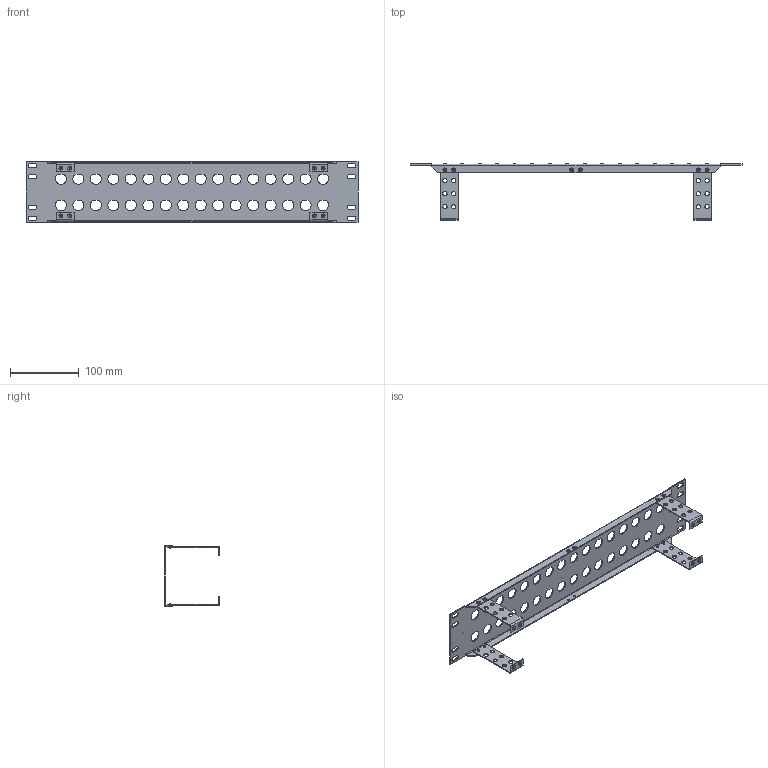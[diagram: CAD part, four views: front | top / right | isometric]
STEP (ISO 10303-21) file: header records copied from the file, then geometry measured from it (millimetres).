
FILE_DESCRIPTION (( 'STEP AP214' ), '1' );
FILE_NAME ('PR35D32-630-CMB.STEP', '2018-11-16T18:42:00', ( '' ), ( '' ), 'SwSTEP 2.0', 'SolidWorks 2017', '' );
FILE_SCHEMA (( 'AUTOMOTIVE_DESIGN' ));
Length unit declared in the file: inch
Products named in the file (4): PR35D32-630-CMB; 1AP08-005; 91771A111_91099A152; PR-CMB-B175
Assembly tree (13 placements, depth 2):
  PR35D32-630-CMB
    1AP08-005
    PR-CMB-B175  x4
    91771A111_91099A152  x8
Bounding box: 482.6 x 81.31 x 88.39 mm (x, y, z)
Volume: 79895.9 mm3; surface area: 112721.3 mm2
Topology: 13 solids, 13 shells, 1601 faces, 4366 edges, 2876 vertices
Faces by surface type: plane 757, bspline 376, cylinder 332, cone 136
Entity records: 63112 total; most frequent: CARTESIAN_POINT 26240, ORIENTED_EDGE 5988, DIRECTION 3963, EDGE_CURVE 2994, VERTEX_POINT 1980, VECTOR 1955, LINE 1955, EDGE_LOOP 1318
